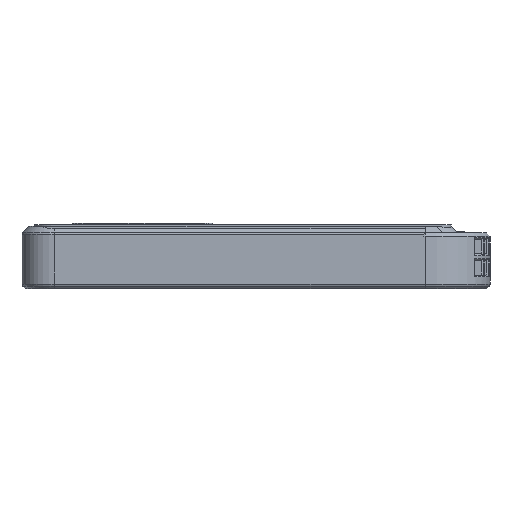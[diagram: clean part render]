
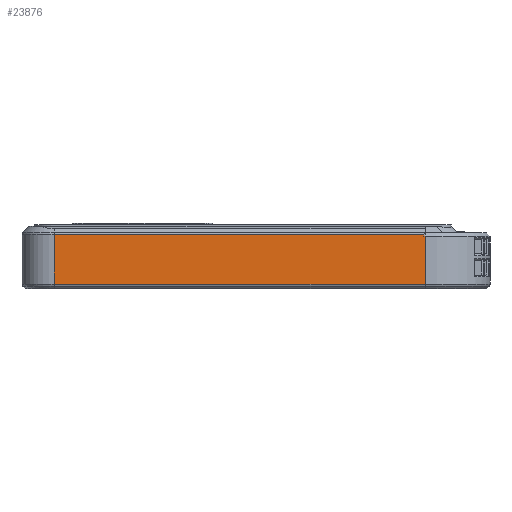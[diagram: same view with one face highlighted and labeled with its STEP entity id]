
A CAD part, left-side view. The second image highlights one B-rep face of the part: STEP entity #23876.
In plain terms, the highlighted planar face has unit normal (-1, 0, 0).
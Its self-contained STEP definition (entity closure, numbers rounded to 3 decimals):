
#125=(
BOUNDED_CURVE()
B_SPLINE_CURVE(2,(#33891,#33892,#33893),.UNSPECIFIED.,.F.,.F.)
B_SPLINE_CURVE_WITH_KNOTS((3,3),(0.846,0.889),
 .UNSPECIFIED.)
CURVE()
GEOMETRIC_REPRESENTATION_ITEM()
RATIONAL_B_SPLINE_CURVE((1.045,1.045,1.045))
REPRESENTATION_ITEM('')
);
#212=PLANE('',#25219);
#1508=FACE_OUTER_BOUND('',#2853,.T.);
#2853=EDGE_LOOP('',(#16919,#16920,#16921,#16922,#16923,#16924));
#4260=LINE('',#33317,#7342);
#4516=LINE('',#33895,#7598);
#4517=LINE('',#33897,#7599);
#4518=LINE('',#33899,#7600);
#4519=LINE('',#33900,#7601);
#7342=VECTOR('',#26875,10.);
#7598=VECTOR('',#27199,10.);
#7599=VECTOR('',#27200,10.);
#7600=VECTOR('',#27201,10.);
#7601=VECTOR('',#27202,10.);
#10788=VERTEX_POINT('',#33314);
#10789=VERTEX_POINT('',#33316);
#11067=VERTEX_POINT('',#33890);
#11068=VERTEX_POINT('',#33894);
#11069=VERTEX_POINT('',#33896);
#11070=VERTEX_POINT('',#33898);
#13056=EDGE_CURVE('',#10788,#10789,#4260,.T.);
#13343=EDGE_CURVE('',#11067,#10788,#125,.T.);
#13344=EDGE_CURVE('',#11068,#11067,#4516,.T.);
#13345=EDGE_CURVE('',#11069,#11068,#4517,.T.);
#13346=EDGE_CURVE('',#11069,#11070,#4518,.T.);
#13347=EDGE_CURVE('',#10789,#11070,#4519,.T.);
#16919=ORIENTED_EDGE('',*,*,#13343,.F.);
#16920=ORIENTED_EDGE('',*,*,#13344,.F.);
#16921=ORIENTED_EDGE('',*,*,#13345,.F.);
#16922=ORIENTED_EDGE('',*,*,#13346,.T.);
#16923=ORIENTED_EDGE('',*,*,#13347,.F.);
#16924=ORIENTED_EDGE('',*,*,#13056,.F.);
#23876=ADVANCED_FACE('',(#1508),#212,.T.);
#25219=AXIS2_PLACEMENT_3D('',#33889,#27197,#27198);
#26875=DIRECTION('',(0.,0.,-1.));
#27197=DIRECTION('center_axis',(-1.,0.,0.));
#27198=DIRECTION('ref_axis',(0.,-1.,0.));
#27199=DIRECTION('',(0.,0.,-1.));
#27200=DIRECTION('',(0.,-1.,0.));
#27201=DIRECTION('',(0.,0.,-1.));
#27202=DIRECTION('',(0.,1.,0.));
#33314=CARTESIAN_POINT('',(-90.,-87.32,17.));
#33316=CARTESIAN_POINT('',(-90.,-87.32,2.15));
#33317=CARTESIAN_POINT('',(-90.,-87.32,4.5));
#33889=CARTESIAN_POINT('Origin',(-90.,37.32,0.));
#33890=CARTESIAN_POINT('',(-90.,-86.92,16.996));
#33891=CARTESIAN_POINT('Ctrl Pts',(-90.,-86.92,16.996));
#33892=CARTESIAN_POINT('Ctrl Pts',(-90.,-87.12,17.));
#33893=CARTESIAN_POINT('Ctrl Pts',(-90.,-87.32,17.));
#33894=CARTESIAN_POINT('',(-90.,-86.92,17.6));
#33895=CARTESIAN_POINT('',(-90.,-86.92,9.));
#33896=CARTESIAN_POINT('',(-90.,27.32,17.6));
#33897=CARTESIAN_POINT('',(-90.,19.24,17.6));
#33898=CARTESIAN_POINT('',(-90.,27.32,2.15));
#33899=CARTESIAN_POINT('',(-90.,27.32,0.));
#33900=CARTESIAN_POINT('',(-90.,27.99,2.15));
